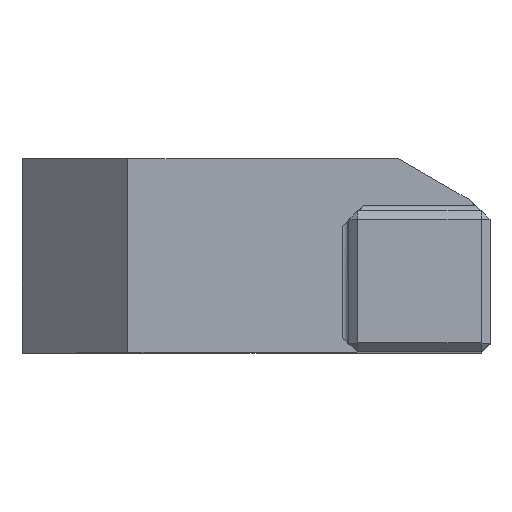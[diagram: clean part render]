
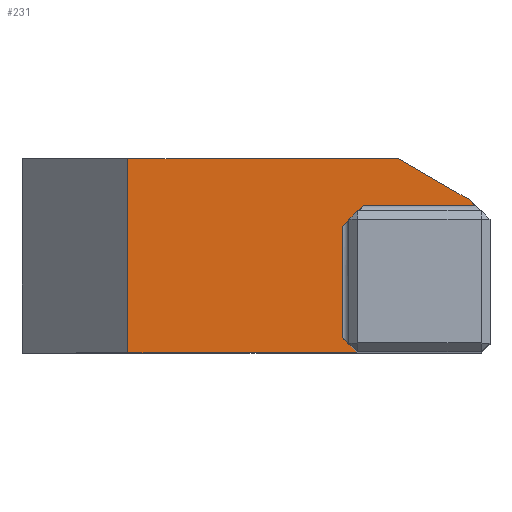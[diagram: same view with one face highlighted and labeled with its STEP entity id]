
A CAD part, top view. The second image highlights one B-rep face of the part: STEP entity #231.
In plain terms, the highlighted planar face has unit normal (0, 0, 1).
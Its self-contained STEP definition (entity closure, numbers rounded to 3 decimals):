
#46=PLANE('',#752);
#108=LINE('',#1066,#175);
#109=LINE('',#1069,#176);
#110=LINE('',#1071,#177);
#111=LINE('',#1073,#178);
#112=LINE('',#1075,#179);
#113=LINE('',#1077,#180);
#114=LINE('',#1079,#181);
#115=LINE('',#1081,#182);
#116=LINE('',#1083,#183);
#175=VECTOR('',#847,1.);
#176=VECTOR('',#848,1.);
#177=VECTOR('',#849,1.);
#178=VECTOR('',#850,1.);
#179=VECTOR('',#851,1.);
#180=VECTOR('',#852,1.);
#181=VECTOR('',#853,1.);
#182=VECTOR('',#854,1.);
#183=VECTOR('',#855,1.);
#231=ADVANCED_FACE('',(#270),#46,.F.);
#270=FACE_OUTER_BOUND('',#311,.T.);
#311=EDGE_LOOP('',(#387,#388,#389,#390,#391,#392,#393,#394,#395));
#387=ORIENTED_EDGE('',*,*,#624,.F.);
#388=ORIENTED_EDGE('',*,*,#625,.F.);
#389=ORIENTED_EDGE('',*,*,#626,.T.);
#390=ORIENTED_EDGE('',*,*,#627,.T.);
#391=ORIENTED_EDGE('',*,*,#628,.T.);
#392=ORIENTED_EDGE('',*,*,#629,.F.);
#393=ORIENTED_EDGE('',*,*,#630,.F.);
#394=ORIENTED_EDGE('',*,*,#631,.F.);
#395=ORIENTED_EDGE('',*,*,#632,.F.);
#559=VERTEX_POINT('',#1067);
#560=VERTEX_POINT('',#1068);
#561=VERTEX_POINT('',#1070);
#562=VERTEX_POINT('',#1072);
#563=VERTEX_POINT('',#1074);
#564=VERTEX_POINT('',#1076);
#565=VERTEX_POINT('',#1078);
#566=VERTEX_POINT('',#1080);
#567=VERTEX_POINT('',#1082);
#624=EDGE_CURVE('',#559,#560,#108,.T.);
#625=EDGE_CURVE('',#561,#559,#109,.T.);
#626=EDGE_CURVE('',#561,#562,#110,.T.);
#627=EDGE_CURVE('',#562,#563,#111,.T.);
#628=EDGE_CURVE('',#563,#564,#112,.T.);
#629=EDGE_CURVE('',#565,#564,#113,.T.);
#630=EDGE_CURVE('',#566,#565,#114,.T.);
#631=EDGE_CURVE('',#567,#566,#115,.T.);
#632=EDGE_CURVE('',#560,#567,#116,.T.);
#752=AXIS2_PLACEMENT_3D('',#1084,#856,#857);
#847=DIRECTION('',(-0.707,-0.707,0.));
#848=DIRECTION('',(-1.,0.,0.));
#849=DIRECTION('',(-0.707,0.707,0.));
#850=DIRECTION('',(-0.866,0.5,0.));
#851=DIRECTION('',(-1.,0.,0.));
#852=DIRECTION('',(0.,1.,0.));
#853=DIRECTION('',(-1.,0.,0.));
#854=DIRECTION('',(0.707,-0.707,0.));
#855=DIRECTION('',(0.,-1.,0.));
#856=DIRECTION('',(0.,0.,-1.));
#857=DIRECTION('',(0.,1.,0.));
#1066=CARTESIAN_POINT('',(-7.5,23.5,-69.));
#1067=CARTESIAN_POINT('',(-14.3,16.7,-69.));
#1068=CARTESIAN_POINT('',(-16.7,14.3,-69.));
#1069=CARTESIAN_POINT('',(-15.,16.7,-69.));
#1070=CARTESIAN_POINT('',(-1.7,16.7,-69.));
#1071=CARTESIAN_POINT('',(-0.5,15.5,-69.));
#1072=CARTESIAN_POINT('',(-2.366,17.366,-69.));
#1073=CARTESIAN_POINT('',(0.,16.,-69.));
#1074=CARTESIAN_POINT('',(-10.392,22.,-69.));
#1075=CARTESIAN_POINT('',(0.,22.,-69.));
#1076=CARTESIAN_POINT('',(-41.,22.,-69.));
#1077=CARTESIAN_POINT('',(-41.,-101.134,-69.));
#1078=CARTESIAN_POINT('',(-41.,0.,-69.));
#1079=CARTESIAN_POINT('',(-41.,0.,-69.));
#1080=CARTESIAN_POINT('',(-15.,0.,-69.));
#1081=CARTESIAN_POINT('',(-15.5,0.5,-69.));
#1082=CARTESIAN_POINT('',(-16.7,1.7,-69.));
#1083=CARTESIAN_POINT('',(-16.7,1.,-69.));
#1084=CARTESIAN_POINT('',(0.,16.,-69.));
